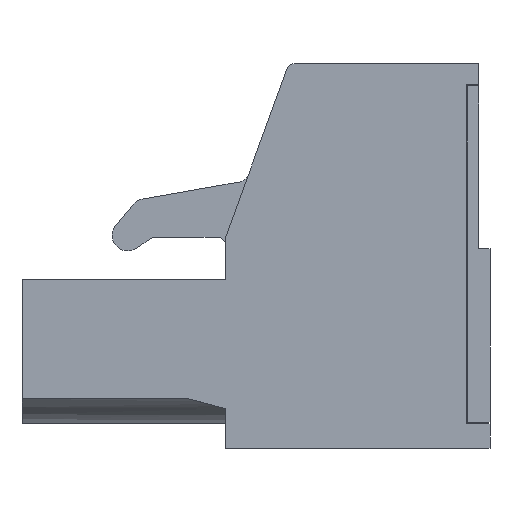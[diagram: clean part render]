
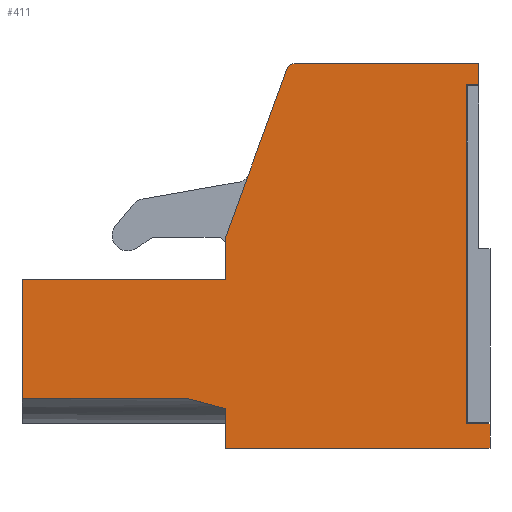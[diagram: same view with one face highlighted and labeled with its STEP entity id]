
A CAD part, front view. The second image highlights one B-rep face of the part: STEP entity #411.
In plain terms, the highlighted planar face has unit normal (0, -1, 0).
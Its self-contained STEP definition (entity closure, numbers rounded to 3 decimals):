
#411 = ADVANCED_FACE( '', ( #872 ), #873, .T. );
#872 = FACE_OUTER_BOUND( '', #1362, .T. );
#873 = PLANE( '', #1363 );
#1362 = EDGE_LOOP( '', ( #2522, #2523, #2524, #2525, #2526, #2527, #2528, #2529, #2530, #2531, #2532, #2533, #2534, #2535, #2536 ) );
#1363 = AXIS2_PLACEMENT_3D( '', #2537, #2538, #2539 );
#2522 = ORIENTED_EDGE( '', *, *, #2998, .T. );
#2523 = ORIENTED_EDGE( '', *, *, #3075, .F. );
#2524 = ORIENTED_EDGE( '', *, *, #3208, .F. );
#2525 = ORIENTED_EDGE( '', *, *, #3091, .F. );
#2526 = ORIENTED_EDGE( '', *, *, #2971, .T. );
#2527 = ORIENTED_EDGE( '', *, *, #3323, .F. );
#2528 = ORIENTED_EDGE( '', *, *, #3261, .F. );
#2529 = ORIENTED_EDGE( '', *, *, #3095, .T. );
#2530 = ORIENTED_EDGE( '', *, *, #3281, .T. );
#2531 = ORIENTED_EDGE( '', *, *, #2965, .T. );
#2532 = ORIENTED_EDGE( '', *, *, #3149, .T. );
#2533 = ORIENTED_EDGE( '', *, *, #3018, .F. );
#2534 = ORIENTED_EDGE( '', *, *, #3085, .F. );
#2535 = ORIENTED_EDGE( '', *, *, #3304, .F. );
#2536 = ORIENTED_EDGE( '', *, *, #3324, .F. );
#2537 = CARTESIAN_POINT( '', ( 77.426, -15.476, 1.1 ) );
#2538 = DIRECTION( '', ( 0., -1., 0. ) );
#2539 = DIRECTION( '', ( -1., 0., 0. ) );
#2965 = EDGE_CURVE( '', #3586, #3584, #3587, .T. );
#2971 = EDGE_CURVE( '', #3590, #3595, #3597, .T. );
#2998 = EDGE_CURVE( '', #3645, #3643, #3646, .T. );
#3018 = EDGE_CURVE( '', #3678, #3680, #3681, .T. );
#3075 = EDGE_CURVE( '', #3770, #3643, #3772, .T. );
#3085 = EDGE_CURVE( '', #3784, #3678, #3786, .T. );
#3091 = EDGE_CURVE( '', #3590, #3792, #3796, .T. );
#3095 = EDGE_CURVE( '', #3802, #3803, #3804, .T. );
#3149 = EDGE_CURVE( '', #3584, #3680, #3885, .T. );
#3208 = EDGE_CURVE( '', #3792, #3770, #3968, .T. );
#3261 = EDGE_CURVE( '', #3802, #4032, #4033, .T. );
#3281 = EDGE_CURVE( '', #3803, #3586, #4060, .T. );
#3304 = EDGE_CURVE( '', #4085, #3784, #4087, .T. );
#3323 = EDGE_CURVE( '', #4032, #3595, #4108, .T. );
#3324 = EDGE_CURVE( '', #3645, #4085, #4109, .T. );
#3584 = VERTEX_POINT( '', #4445 );
#3586 = VERTEX_POINT( '', #4448 );
#3587 = LINE( '', #4449, #4450 );
#3590 = VERTEX_POINT( '', #4454 );
#3595 = VERTEX_POINT( '', #4460 );
#3597 = CIRCLE( '', #4463, 0.3 );
#3643 = VERTEX_POINT( '', #4523 );
#3645 = VERTEX_POINT( '', #4526 );
#3646 = LINE( '', #4527, #4528 );
#3678 = VERTEX_POINT( '', #4573 );
#3680 = VERTEX_POINT( '', #4576 );
#3681 = LINE( '', #4577, #4578 );
#3770 = VERTEX_POINT( '', #4704 );
#3772 = LINE( '', #4707, #4708 );
#3784 = VERTEX_POINT( '', #4724 );
#3786 = LINE( '', #4727, #4728 );
#3792 = VERTEX_POINT( '', #4734 );
#3796 = LINE( '', #4740, #4741 );
#3802 = VERTEX_POINT( '', #4747 );
#3803 = VERTEX_POINT( '', #4748 );
#3804 = LINE( '', #4749, #4750 );
#3885 = LINE( '', #4862, #4863 );
#3968 = LINE( '', #4976, #4977 );
#4032 = VERTEX_POINT( '', #5076 );
#4033 = LINE( '', #5077, #5078 );
#4060 = LINE( '', #5117, #5118 );
#4085 = VERTEX_POINT( '', #5156 );
#4087 = LINE( '', #5159, #5160 );
#4108 = LINE( '', #5188, #5189 );
#4109 = LINE( '', #5190, #5191 );
#4445 = CARTESIAN_POINT( '', ( 65.783, -15.476, -11.5 ) );
#4448 = CARTESIAN_POINT( '', ( 59.076, -15.476, -11.5 ) );
#4449 = CARTESIAN_POINT( '', ( 65.783, -15.476, -11.5 ) );
#4450 = VECTOR( '', #5402, 1000. );
#4454 = CARTESIAN_POINT( '', ( 70.034, -15.476, 2. ) );
#4460 = CARTESIAN_POINT( '', ( 69.752, -15.476, 1.803 ) );
#4463 = AXIS2_PLACEMENT_3D( '', #5409, #5410, #5411 );
#4523 = CARTESIAN_POINT( '', ( 76.976, -15.476, 1.15 ) );
#4526 = CARTESIAN_POINT( '', ( 76.976, -15.476, -12.5 ) );
#4527 = CARTESIAN_POINT( '', ( 76.976, -15.476, -5.3 ) );
#4528 = VECTOR( '', #5448, 1000. );
#4573 = CARTESIAN_POINT( '', ( 67.276, -15.476, -13.5 ) );
#4576 = CARTESIAN_POINT( '', ( 67.276, -15.476, -11.9 ) );
#4577 = CARTESIAN_POINT( '', ( 67.276, -15.476, -11.9 ) );
#4578 = VECTOR( '', #5469, 1000. );
#4704 = CARTESIAN_POINT( '', ( 77.476, -15.476, 1.15 ) );
#4707 = CARTESIAN_POINT( '', ( 76.926, -15.476, 1.15 ) );
#4708 = VECTOR( '', #5529, 1000. );
#4724 = CARTESIAN_POINT( '', ( 77.926, -15.476, -13.5 ) );
#4727 = CARTESIAN_POINT( '', ( 67.276, -15.476, -13.5 ) );
#4728 = VECTOR( '', #5538, 1000. );
#4734 = CARTESIAN_POINT( '', ( 77.476, -15.476, 2. ) );
#4740 = CARTESIAN_POINT( '', ( 77.626, -15.476, 2. ) );
#4741 = VECTOR( '', #5547, 1000. );
#4747 = CARTESIAN_POINT( '', ( 67.276, -15.476, -6.7 ) );
#4748 = CARTESIAN_POINT( '', ( 59.076, -15.476, -6.7 ) );
#4749 = CARTESIAN_POINT( '', ( 58.976, -15.476, -6.7 ) );
#4750 = VECTOR( '', #5554, 1000. );
#4862 = CARTESIAN_POINT( '', ( 67.276, -15.476, -11.9 ) );
#4863 = VECTOR( '', #5607, 1000. );
#4976 = CARTESIAN_POINT( '', ( 77.476, -15.476, 0.84 ) );
#4977 = VECTOR( '', #5674, 1000. );
#5076 = CARTESIAN_POINT( '', ( 67.276, -15.476, -5. ) );
#5077 = CARTESIAN_POINT( '', ( 67.276, -15.476, -11.9 ) );
#5078 = VECTOR( '', #5713, 1000. );
#5117 = CARTESIAN_POINT( '', ( 59.076, -15.476, -11.5 ) );
#5118 = VECTOR( '', #5735, 1000. );
#5156 = CARTESIAN_POINT( '', ( 77.926, -15.476, -12.5 ) );
#5159 = CARTESIAN_POINT( '', ( 77.926, -15.476, -13.5 ) );
#5160 = VECTOR( '', #5750, 1000. );
#5188 = CARTESIAN_POINT( '', ( 67.144, -15.476, -5.361 ) );
#5189 = VECTOR( '', #5758, 1000. );
#5190 = CARTESIAN_POINT( '', ( 78.126, -15.476, -12.5 ) );
#5191 = VECTOR( '', #5759, 1000. );
#5402 = DIRECTION( '', ( 1., 0., 0. ) );
#5409 = CARTESIAN_POINT( '', ( 70.034, -15.476, 1.7 ) );
#5410 = DIRECTION( '', ( 0., -1., 0. ) );
#5411 = DIRECTION( '', ( 1., 0., 0. ) );
#5448 = DIRECTION( '', ( 0., 0., 1. ) );
#5469 = DIRECTION( '', ( 0., 0., 1. ) );
#5529 = DIRECTION( '', ( -1., 0., 0. ) );
#5538 = DIRECTION( '', ( -1., 0., 0. ) );
#5547 = DIRECTION( '', ( 1., 0., 0. ) );
#5554 = DIRECTION( '', ( -1., 0., 0. ) );
#5607 = DIRECTION( '', ( 0.966, 0., -0.259 ) );
#5674 = DIRECTION( '', ( 0., 0., -1. ) );
#5713 = DIRECTION( '', ( 0., 0., 1. ) );
#5735 = DIRECTION( '', ( 0., 0., -1. ) );
#5750 = DIRECTION( '', ( 0., 0., -1. ) );
#5758 = DIRECTION( '', ( 0.342, 0., 0.94 ) );
#5759 = DIRECTION( '', ( 1., 0., 0. ) );
